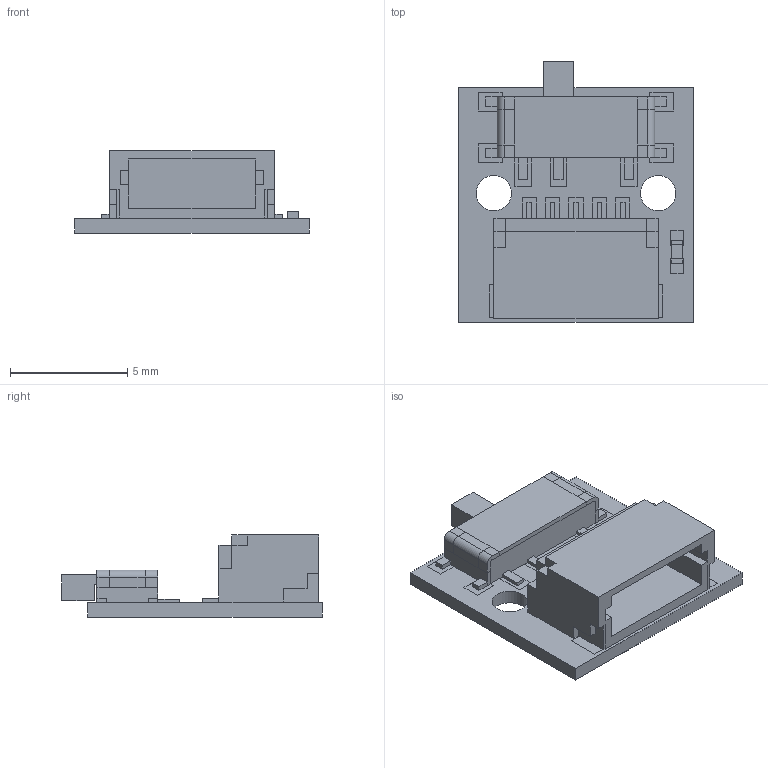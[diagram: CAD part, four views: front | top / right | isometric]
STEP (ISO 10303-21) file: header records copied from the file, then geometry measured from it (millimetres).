
FILE_DESCRIPTION(('FreeCAD Model'),'2;1');
FILE_NAME('Wireling_SWITCH_AST1029_REV1-STEP.step','2020-07-30T14:00:57',('Author'),(''), 'Open CASCADE STEP processor 7.4','FreeCAD','Unknown');
FILE_SCHEMA(('AUTOMOTIVE_DESIGN { 1 0 10303 214 1 1 1 1 }'));
Length unit declared in the file: millimetre
Products named in the file (1): Wireling_SWITCH_AST1029_REV1-STEP
Bounding box: 10 x 11.1 x 3.5 mm (x, y, z)
Volume: 237.9 mm3; surface area: 936 mm2
Topology: 45 solids, 45 shells, 506 faces, 1177 edges, 765 vertices
Faces by surface type: plane 482, cylinder 24
Full cylindrical faces by diameter (mm): 0.8 x2, 0.902 x4, 1.502 x4
Entity records: 32772 total; most frequent: CARTESIAN_POINT 4875, DIRECTION 4576, LINE 3429, VECTOR 3429, ORIENTED_EDGE 2354, PCURVE 2354, DEFINITIONAL_REPRESENTATION 2354, EDGE_CURVE 1177
